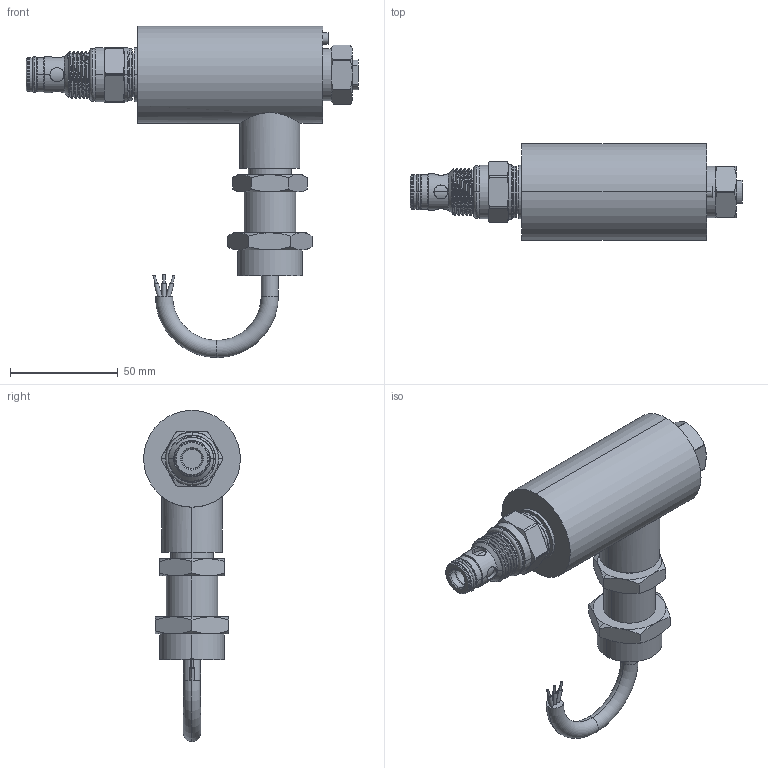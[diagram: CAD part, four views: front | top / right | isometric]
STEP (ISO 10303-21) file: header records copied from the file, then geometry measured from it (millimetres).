
FILE_DESCRIPTION (( 'STEP AP203' ), '1' );
FILE_NAME ('EP10W2E.STEP', '2020-04-08T05:17:24', ( '' ), ( '' ), 'SwSTEP 2.0', 'SolidWorks 2018', '' );
FILE_SCHEMA (( 'CONFIG_CONTROL_DESIGN' ));
Length unit declared in the file: millimetre
Products named in the file (1): EP10W2E
Bounding box: 154.4 x 45 x 154.07 mm (x, y, z)
Volume: 212045 mm3; surface area: 33184.7 mm2
Topology: 4 solids, 4 shells, 247 faces, 560 edges, 342 vertices
Faces by surface type: cylinder 97, plane 61, cone 60, torus 26, bspline 3
Entity records: 9799 total; most frequent: CARTESIAN_POINT 4289, DIRECTION 1163, ORIENTED_EDGE 1120, EDGE_CURVE 560, AXIS2_PLACEMENT_3D 498, VERTEX_POINT 342, EDGE_LOOP 274, CIRCLE 253
